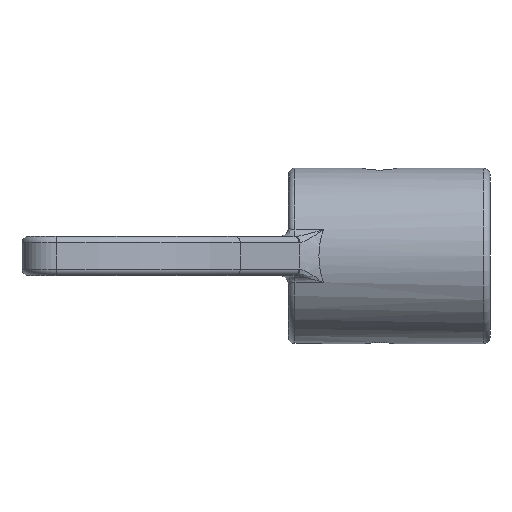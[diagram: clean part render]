
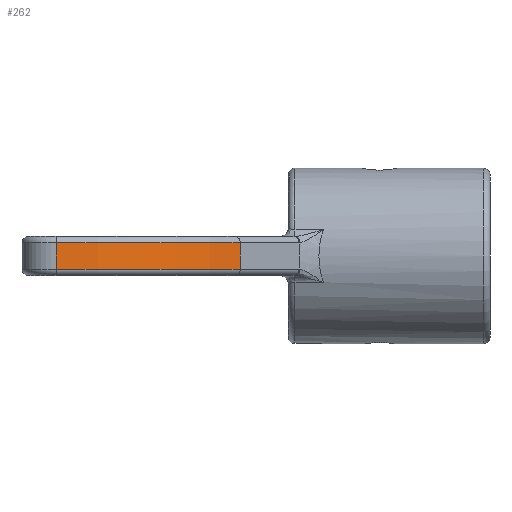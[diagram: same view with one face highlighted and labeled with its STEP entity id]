
A CAD part, front view. The second image highlights one B-rep face of the part: STEP entity #262.
In plain terms, the highlighted cylindrical face has radius 40 mm (diameter 80 mm), a partial arc.
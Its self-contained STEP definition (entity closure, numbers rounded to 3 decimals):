
#262 = ADVANCED_FACE( '', ( #541 ), #542, .T. );
#541 = FACE_OUTER_BOUND( '', #1978, .T. );
#542 = CYLINDRICAL_SURFACE( '', #1979, 40. );
#1978 = EDGE_LOOP( '', ( #2680, #2681, #2682, #2683 ) );
#1979 = AXIS2_PLACEMENT_3D( '', #2684, #2685, #2686 );
#2680 = ORIENTED_EDGE( '', *, *, #3067, .T. );
#2681 = ORIENTED_EDGE( '', *, *, #2821, .T. );
#2682 = ORIENTED_EDGE( '', *, *, #2874, .F. );
#2683 = ORIENTED_EDGE( '', *, *, #3021, .T. );
#2684 = CARTESIAN_POINT( '', ( 0., 0., 3. ) );
#2685 = DIRECTION( '', ( 0., 0., 1. ) );
#2686 = DIRECTION( '', ( -1., 0., 0. ) );
#2821 = EDGE_CURVE( '', #3146, #3144, #3147, .T. );
#2874 = EDGE_CURVE( '', #3238, #3144, #3239, .T. );
#3021 = EDGE_CURVE( '', #3238, #3265, #3457, .F. );
#3067 = EDGE_CURVE( '', #3265, #3146, #3507, .T. );
#3144 = VERTEX_POINT( '', #3705 );
#3146 = VERTEX_POINT( '', #3707 );
#3147 = CIRCLE( '', #3708, 40. );
#3238 = VERTEX_POINT( '', #4042 );
#3239 = LINE( '', #4043, #4044 );
#3265 = VERTEX_POINT( '', #4083 );
#3457 = CIRCLE( '', #4526, 40. );
#3507 = LINE( '', #4674, #4675 );
#3705 = CARTESIAN_POINT( '', ( 30.642, -25.712, -2.01 ) );
#3707 = CARTESIAN_POINT( '', ( 2.371, -39.93, -2.01 ) );
#3708 = AXIS2_PLACEMENT_3D( '', #4913, #4914, #4915 );
#4042 = CARTESIAN_POINT( '', ( 30.642, -25.712, 2.01 ) );
#4043 = CARTESIAN_POINT( '', ( 30.642, -25.712, 3. ) );
#4044 = VECTOR( '', #4991, 1000. );
#4083 = CARTESIAN_POINT( '', ( 2.371, -39.93, 2.01 ) );
#4526 = AXIS2_PLACEMENT_3D( '', #5232, #5233, #5234 );
#4674 = CARTESIAN_POINT( '', ( 2.371, -39.93, 3. ) );
#4675 = VECTOR( '', #5271, 1000. );
#4913 = CARTESIAN_POINT( '', ( 0., 0., -2.01 ) );
#4914 = DIRECTION( '', ( 0., 0., 1. ) );
#4915 = DIRECTION( '', ( 1., 0., 0. ) );
#4991 = DIRECTION( '', ( 0., 0., -1. ) );
#5232 = CARTESIAN_POINT( '', ( 0., 0., 2.01 ) );
#5233 = DIRECTION( '', ( 0., 0., 1. ) );
#5234 = DIRECTION( '', ( 1., 0., 0. ) );
#5271 = DIRECTION( '', ( 0., 0., -1. ) );
